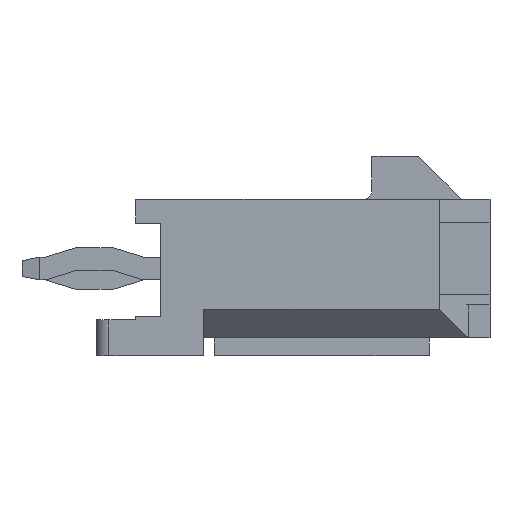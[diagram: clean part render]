
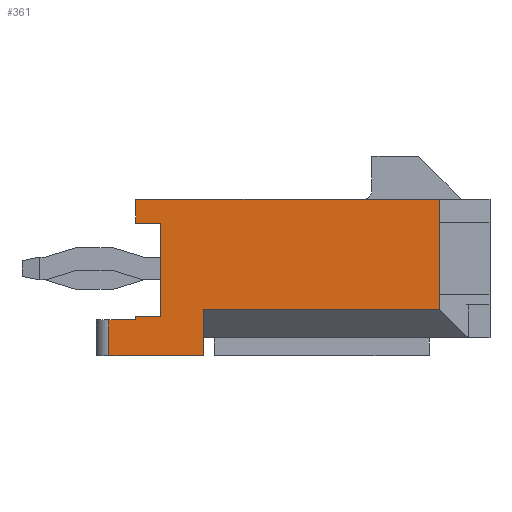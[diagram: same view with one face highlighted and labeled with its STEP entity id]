
A CAD part, left-side view. The second image highlights one B-rep face of the part: STEP entity #361.
In plain terms, the highlighted planar face has unit normal (-1, 0, 0).
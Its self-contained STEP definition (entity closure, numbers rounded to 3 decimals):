
#361 = ADVANCED_FACE( '', ( #846 ), #847, .T. );
#846 = FACE_OUTER_BOUND( '', #1483, .T. );
#847 = PLANE( '', #1484 );
#1483 = EDGE_LOOP( '', ( #2294, #2295, #2296, #2297, #2298, #2299, #2300, #2301, #2302, #2303, #2304, #2305, #2306, #2307 ) );
#1484 = AXIS2_PLACEMENT_3D( '', #2308, #2309, #2310 );
#2294 = ORIENTED_EDGE( '', *, *, #4170, .F. );
#2295 = ORIENTED_EDGE( '', *, *, #4171, .T. );
#2296 = ORIENTED_EDGE( '', *, *, #4142, .F. );
#2297 = ORIENTED_EDGE( '', *, *, #4172, .F. );
#2298 = ORIENTED_EDGE( '', *, *, #4112, .F. );
#2299 = ORIENTED_EDGE( '', *, *, #4173, .T. );
#2300 = ORIENTED_EDGE( '', *, *, #4174, .T. );
#2301 = ORIENTED_EDGE( '', *, *, #4080, .T. );
#2302 = ORIENTED_EDGE( '', *, *, #4175, .T. );
#2303 = ORIENTED_EDGE( '', *, *, #4176, .T. );
#2304 = ORIENTED_EDGE( '', *, *, #4177, .T. );
#2305 = ORIENTED_EDGE( '', *, *, #4178, .T. );
#2306 = ORIENTED_EDGE( '', *, *, #4179, .T. );
#2307 = ORIENTED_EDGE( '', *, *, #4180, .T. );
#2308 = CARTESIAN_POINT( '', ( -7.825, 0., 0. ) );
#2309 = DIRECTION( '', ( -1., 0., 0. ) );
#2310 = DIRECTION( '', ( 0., 0., 1. ) );
#4080 = EDGE_CURVE( '', #4930, #4935, #4937, .T. );
#4112 = EDGE_CURVE( '', #4995, #4996, #4997, .T. );
#4142 = EDGE_CURVE( '', #5046, #5047, #5048, .T. );
#4170 = EDGE_CURVE( '', #5094, #5095, #5096, .T. );
#4171 = EDGE_CURVE( '', #5094, #5047, #5097, .T. );
#4172 = EDGE_CURVE( '', #4996, #5046, #5098, .T. );
#4173 = EDGE_CURVE( '', #4995, #5099, #5100, .T. );
#4174 = EDGE_CURVE( '', #5099, #4930, #5101, .T. );
#4175 = EDGE_CURVE( '', #4935, #5102, #5103, .T. );
#4176 = EDGE_CURVE( '', #5102, #5104, #5105, .T. );
#4177 = EDGE_CURVE( '', #5104, #5106, #5107, .T. );
#4178 = EDGE_CURVE( '', #5106, #5108, #5109, .T. );
#4179 = EDGE_CURVE( '', #5108, #5110, #5111, .T. );
#4180 = EDGE_CURVE( '', #5110, #5095, #5112, .T. );
#4930 = VERTEX_POINT( '', #6161 );
#4935 = VERTEX_POINT( '', #6168 );
#4937 = LINE( '', #6171, #6172 );
#4995 = VERTEX_POINT( '', #6256 );
#4996 = VERTEX_POINT( '', #6257 );
#4997 = LINE( '', #6258, #6259 );
#5046 = VERTEX_POINT( '', #6331 );
#5047 = VERTEX_POINT( '', #6332 );
#5048 = LINE( '', #6333, #6334 );
#5094 = VERTEX_POINT( '', #6402 );
#5095 = VERTEX_POINT( '', #6403 );
#5096 = LINE( '', #6404, #6405 );
#5097 = LINE( '', #6406, #6407 );
#5098 = LINE( '', #6408, #6409 );
#5099 = VERTEX_POINT( '', #6410 );
#5100 = LINE( '', #6411, #6412 );
#5101 = LINE( '', #6413, #6414 );
#5102 = VERTEX_POINT( '', #6415 );
#5103 = LINE( '', #6416, #6417 );
#5104 = VERTEX_POINT( '', #6418 );
#5105 = LINE( '', #6419, #6420 );
#5106 = VERTEX_POINT( '', #6421 );
#5107 = LINE( '', #6422, #6423 );
#5108 = VERTEX_POINT( '', #6424 );
#5109 = LINE( '', #6425, #6426 );
#5110 = VERTEX_POINT( '', #6427 );
#5111 = LINE( '', #6428, #6429 );
#5112 = LINE( '', #6430, #6431 );
#6161 = CARTESIAN_POINT( '', ( -7.825, 4.95, 1.515 ) );
#6168 = CARTESIAN_POINT( '', ( -7.825, 4.25, 1.515 ) );
#6171 = CARTESIAN_POINT( '', ( -7.825, 0., 1.515 ) );
#6172 = VECTOR( '', #7745, 1000. );
#6256 = CARTESIAN_POINT( '', ( -7.825, -3.536, 2.185 ) );
#6257 = CARTESIAN_POINT( '', ( -7.825, -3.536, 1.535 ) );
#6258 = CARTESIAN_POINT( '', ( -7.825, -3.536, 0. ) );
#6259 = VECTOR( '', #7772, 1000. );
#6331 = CARTESIAN_POINT( '', ( -7.825, -3.536, -0.465 ) );
#6332 = CARTESIAN_POINT( '', ( -7.825, -3.536, -0.885 ) );
#6333 = CARTESIAN_POINT( '', ( -7.825, -3.536, 0. ) );
#6334 = VECTOR( '', #7796, 1000. );
#6402 = CARTESIAN_POINT( '', ( -7.825, 3.05, -0.885 ) );
#6403 = CARTESIAN_POINT( '', ( -7.825, 3.05, -2.185 ) );
#6404 = CARTESIAN_POINT( '', ( -7.825, 3.05, -1.685 ) );
#6405 = VECTOR( '', #7819, 1000. );
#6406 = CARTESIAN_POINT( '', ( -7.825, 0., -0.885 ) );
#6407 = VECTOR( '', #7820, 1000. );
#6408 = CARTESIAN_POINT( '', ( -7.825, -3.536, 1.535 ) );
#6409 = VECTOR( '', #7821, 1000. );
#6410 = CARTESIAN_POINT( '', ( -7.825, 4.95, 2.185 ) );
#6411 = CARTESIAN_POINT( '', ( -7.825, -4.95, 2.185 ) );
#6412 = VECTOR( '', #7822, 1000. );
#6413 = CARTESIAN_POINT( '', ( -7.825, 4.95, 2.185 ) );
#6414 = VECTOR( '', #7823, 1000. );
#6415 = CARTESIAN_POINT( '', ( -7.825, 4.25, -1.085 ) );
#6416 = CARTESIAN_POINT( '', ( -7.825, 4.25, 0. ) );
#6417 = VECTOR( '', #7824, 1000. );
#6418 = CARTESIAN_POINT( '', ( -7.825, 4.95, -1.085 ) );
#6419 = CARTESIAN_POINT( '', ( -7.825, 0., -1.085 ) );
#6420 = VECTOR( '', #7825, 1000. );
#6421 = CARTESIAN_POINT( '', ( -7.825, 4.95, -1.185 ) );
#6422 = CARTESIAN_POINT( '', ( -7.825, 4.95, 2.185 ) );
#6423 = VECTOR( '', #7826, 1000. );
#6424 = CARTESIAN_POINT( '', ( -7.825, 5.7, -1.185 ) );
#6425 = CARTESIAN_POINT( '', ( -7.825, 4.95, -1.185 ) );
#6426 = VECTOR( '', #7827, 1000. );
#6427 = CARTESIAN_POINT( '', ( -7.825, 5.7, -2.185 ) );
#6428 = CARTESIAN_POINT( '', ( -7.825, 5.7, -1.185 ) );
#6429 = VECTOR( '', #7828, 1000. );
#6430 = CARTESIAN_POINT( '', ( -7.825, 4.95, -2.185 ) );
#6431 = VECTOR( '', #7829, 1000. );
#7745 = DIRECTION( '', ( 0., -1., 0. ) );
#7772 = DIRECTION( '', ( 0., 0., -1. ) );
#7796 = DIRECTION( '', ( 0., 0., -1. ) );
#7819 = DIRECTION( '', ( 0., 0., -1. ) );
#7820 = DIRECTION( '', ( 0., -1., 0. ) );
#7821 = DIRECTION( '', ( 0., 0., -1. ) );
#7822 = DIRECTION( '', ( 0., 1., 0. ) );
#7823 = DIRECTION( '', ( 0., 0., -1. ) );
#7824 = DIRECTION( '', ( 0., 0., -1. ) );
#7825 = DIRECTION( '', ( 0., 1., 0. ) );
#7826 = DIRECTION( '', ( 0., 0., -1. ) );
#7827 = DIRECTION( '', ( 0., 1., 0. ) );
#7828 = DIRECTION( '', ( 0., 0., -1. ) );
#7829 = DIRECTION( '', ( 0., -1., 0. ) );
